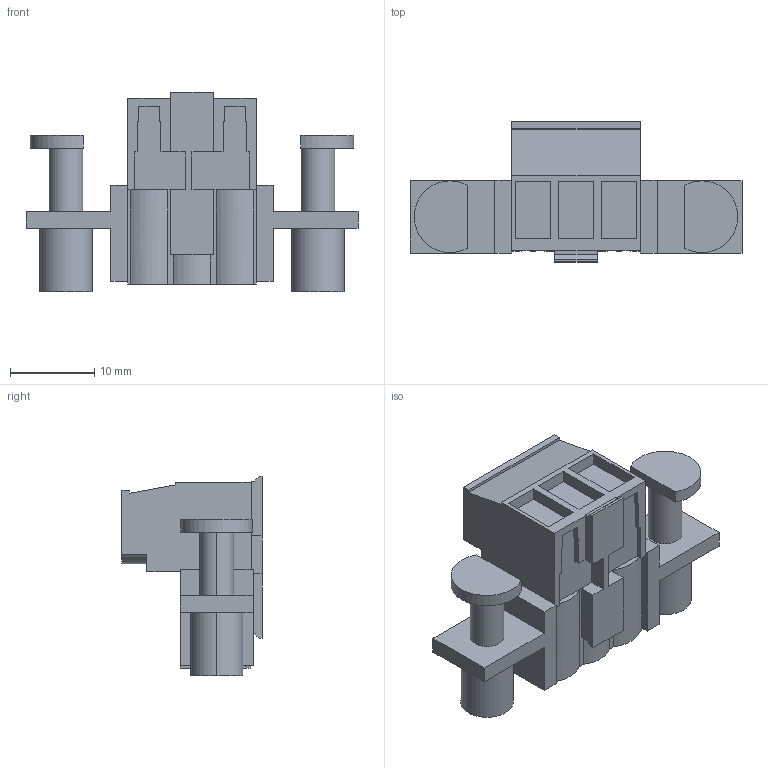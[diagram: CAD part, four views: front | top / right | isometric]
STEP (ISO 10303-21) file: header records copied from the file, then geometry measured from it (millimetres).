
FILE_DESCRIPTION(('CATIA V5 STEP','CAx-IF Rec.Pracs.--- Model Styling and Organization---1.2---2011-12-15'),'2;1');
FILE_NAME ('D1451325_0_1353480000_1353480000.stp','2017-06-01T12:03:43+00:00',('none'),('Weidmueller'),'CATIA Version 5-6 Release 2014','CATIA V5 STEP AP214','none');
FILE_SCHEMA(('AUTOMOTIVE_DESIGN { 1 0 10303 214 1 1 1 1 }'));
Length unit declared in the file: millimetre
Products named in the file (1): 1353480000
Bounding box: 39.34 x 16.6 x 23.6 mm (x, y, z)
Volume: 4051 mm3; surface area: 4399.3 mm2
Topology: 9 solids, 9 shells, 288 faces, 756 edges, 502 vertices
Faces by surface type: plane 223, cylinder 53, extrusion 12
Entity records: 9002 total; most frequent: CARTESIAN_POINT 1882, ORIENTED_EDGE 1512, DIRECTION 1174, EDGE_CURVE 756, VECTOR 624, LINE 612, VERTEX_POINT 502, AXIS2_PLACEMENT_3D 336
